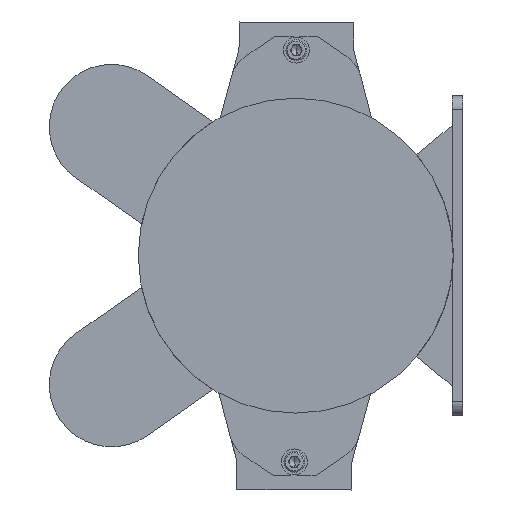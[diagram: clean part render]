
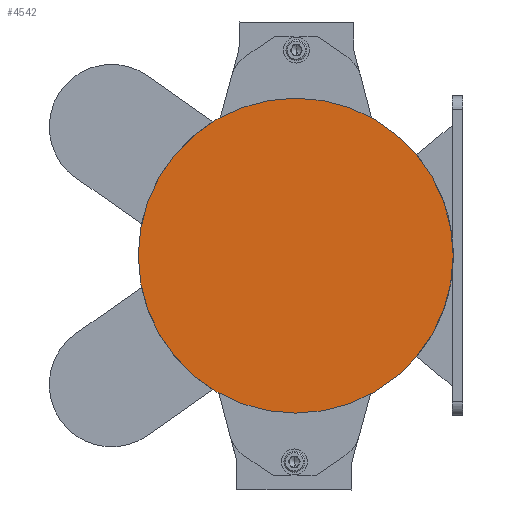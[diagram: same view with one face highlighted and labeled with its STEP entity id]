
A CAD part, left-side view. The second image highlights one B-rep face of the part: STEP entity #4542.
In plain terms, the highlighted planar face has unit normal (-1, 0, 0).
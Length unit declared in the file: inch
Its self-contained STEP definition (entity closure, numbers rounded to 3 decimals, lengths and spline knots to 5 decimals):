
#190 = DIRECTION ( 'NONE',  ( 0., 1., 0. ) ) ;
#1011 = PLANE ( 'NONE',  #11120 ) ;
#1625 = ORIENTED_EDGE ( 'NONE', *, *, #5110, .F. ) ;
#1808 = VERTEX_POINT ( 'NONE', #11494 ) ;
#1857 = DIRECTION ( 'NONE',  ( 0., 0., -1. ) ) ;
#2144 = DIRECTION ( 'NONE',  ( 1., 0., 0. ) ) ;
#2242 = DIRECTION ( 'NONE',  ( 0., 0., -1. ) ) ;
#3034 = CIRCLE ( 'NONE', #9495, 2.83 ) ;
#3648 = EDGE_LOOP ( 'NONE', ( #1625, #6838 ) ) ;
#3918 = CIRCLE ( 'NONE', #5234, 2.83 ) ;
#4360 = DIRECTION ( 'NONE',  ( 1., 0., 0. ) ) ;
#4542 = ADVANCED_FACE ( 'NONE', ( #8235 ), #1011, .F. ) ;
#4746 = CARTESIAN_POINT ( 'NONE',  ( -5.40572, -1.0892, 0.62156 ) ) ;
#5110 = EDGE_CURVE ( 'NONE', #1808, #6410, #3034, .T. ) ;
#5234 = AXIS2_PLACEMENT_3D ( 'NONE', #8260, #4360, #2242 ) ;
#5503 = EDGE_CURVE ( 'NONE', #6410, #1808, #3918, .T. ) ;
#6410 = VERTEX_POINT ( 'NONE', #6635 ) ;
#6635 = CARTESIAN_POINT ( 'NONE',  ( -5.40572, -1.0892, 3.45156 ) ) ;
#6838 = ORIENTED_EDGE ( 'NONE', *, *, #5503, .F. ) ;
#8235 = FACE_OUTER_BOUND ( 'NONE', #3648, .T. ) ;
#8260 = CARTESIAN_POINT ( 'NONE',  ( -5.40572, -1.0892, 0.62156 ) ) ;
#8762 = DIRECTION ( 'NONE',  ( 1., 0., 0. ) ) ;
#9495 = AXIS2_PLACEMENT_3D ( 'NONE', #4746, #8762, #1857 ) ;
#11120 = AXIS2_PLACEMENT_3D ( 'NONE', #11851, #2144, #190 ) ;
#11494 = CARTESIAN_POINT ( 'NONE',  ( -5.40572, -1.0892, -2.20844 ) ) ;
#11851 = CARTESIAN_POINT ( 'NONE',  ( -5.40572, -1.0892, 0.62156 ) ) ;
